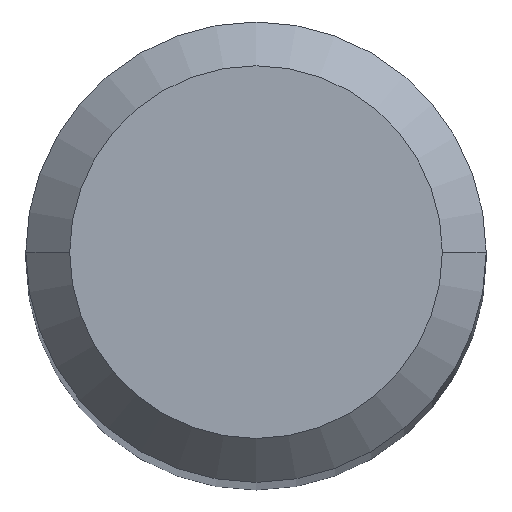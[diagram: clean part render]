
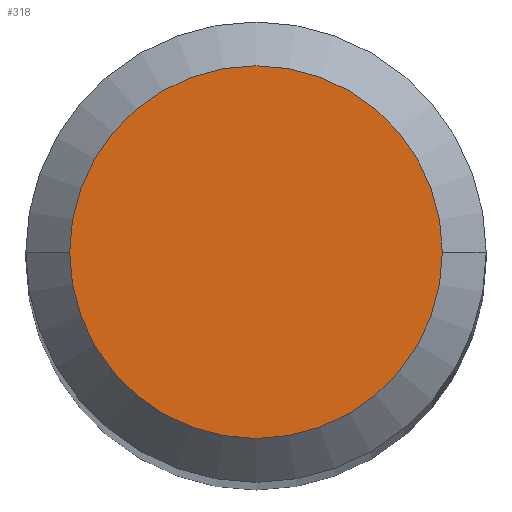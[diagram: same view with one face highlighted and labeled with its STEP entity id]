
A CAD part, top view. The second image highlights one B-rep face of the part: STEP entity #318.
In plain terms, the highlighted planar face has unit normal (0, 0, 1).
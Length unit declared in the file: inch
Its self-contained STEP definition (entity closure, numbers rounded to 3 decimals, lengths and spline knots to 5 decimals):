
#3 = ORIENTED_EDGE ( 'NONE', *, *, #243, .T. ) ;
#11 = VERTEX_POINT ( 'NONE', #13 ) ;
#13 = CARTESIAN_POINT ( 'NONE',  ( 0.06374, 0., 1.9685 ) ) ;
#27 = AXIS2_PLACEMENT_3D ( 'NONE', #242, #152, #322 ) ;
#60 = DIRECTION ( 'NONE',  ( 0., 0., 1. ) ) ;
#64 = DIRECTION ( 'NONE',  ( 1., 0., 0. ) ) ;
#74 = PLANE ( 'NONE',  #257 ) ;
#83 = ORIENTED_EDGE ( 'NONE', *, *, #133, .T. ) ;
#88 = AXIS2_PLACEMENT_3D ( 'NONE', #236, #215, #64 ) ;
#97 = CARTESIAN_POINT ( 'NONE',  ( -0.06374, 0., 1.9685 ) ) ;
#105 = EDGE_LOOP ( 'NONE', ( #83, #3 ) ) ;
#133 = EDGE_CURVE ( 'NONE', #186, #11, #195, .T. ) ;
#152 = DIRECTION ( 'NONE',  ( 0., 0., 1. ) ) ;
#186 = VERTEX_POINT ( 'NONE', #97 ) ;
#195 = CIRCLE ( 'NONE', #88, 0.06374 ) ;
#215 = DIRECTION ( 'NONE',  ( 0., 0., 1. ) ) ;
#223 = FACE_OUTER_BOUND ( 'NONE', #105, .T. ) ;
#236 = CARTESIAN_POINT ( 'NONE',  ( 0., 0., 1.9685 ) ) ;
#242 = CARTESIAN_POINT ( 'NONE',  ( 0., 0., 1.9685 ) ) ;
#243 = EDGE_CURVE ( 'NONE', #11, #186, #263, .T. ) ;
#257 = AXIS2_PLACEMENT_3D ( 'NONE', #277, #60, #293 ) ;
#263 = CIRCLE ( 'NONE', #27, 0.06374 ) ;
#277 = CARTESIAN_POINT ( 'NONE',  ( 0., 0., 1.9685 ) ) ;
#293 = DIRECTION ( 'NONE',  ( 1., 0., 0. ) ) ;
#318 = ADVANCED_FACE ( 'NONE', ( #223 ), #74, .T. ) ;
#322 = DIRECTION ( 'NONE',  ( 1., 0., 0. ) ) ;
